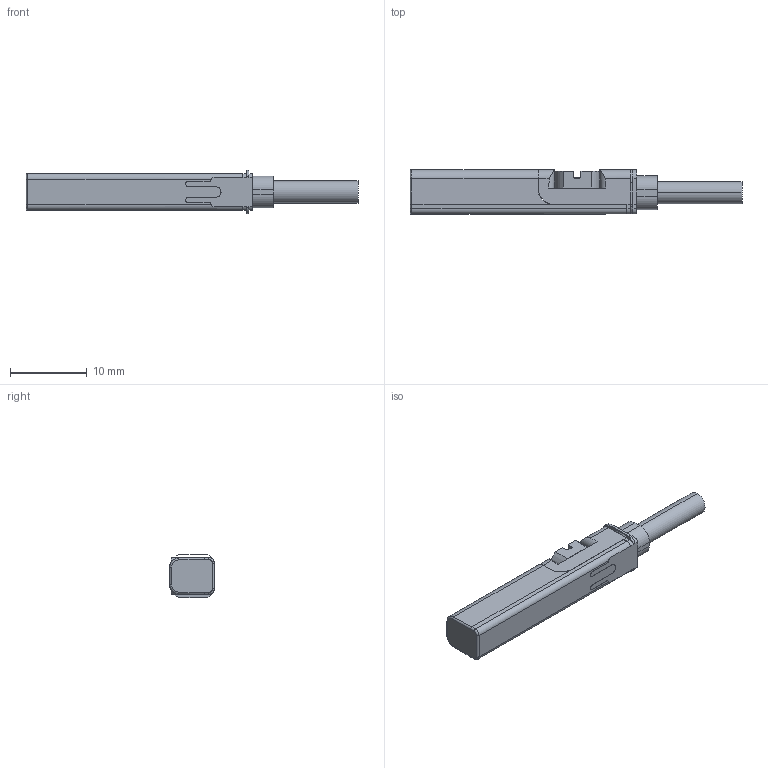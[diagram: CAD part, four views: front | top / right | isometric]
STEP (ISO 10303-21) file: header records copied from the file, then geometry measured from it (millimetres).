
FILE_DESCRIPTION(('HOOPS Exchange Step'),'2;1');
FILE_NAME('export-CA92D14D-7522-42B8-B117-54365EA58B8C.stp','2021-10-11T16:39:03+02:00',('User'),('Alibre'),'HOOPS Exchange 2020.1','Alibre','Unknown authorisation');
FILE_SCHEMA( ('AP242_MANAGED_MODEL_BASED_3D_ENGINEERING_MIM_LF {1 0 10303 442 1 1 4 }') );
Length unit declared in the file: millimetre
Products named in the file (1): 5707 W095414  Reed T7 Magnetic cilinder sensor
Bounding box: 43.2 x 5.8 x 5.7 mm (x, y, z)
Volume: 876.8 mm3; surface area: 979.4 mm2
Topology: 1 solids, 1 shells, 133 faces, 356 edges, 228 vertices
Faces by surface type: plane 76, cylinder 51, torus 6
Entity records: 4305 total; most frequent: CARTESIAN_POINT 797, DIRECTION 742, ORIENTED_EDGE 712, EDGE_CURVE 356, AXIS2_PLACEMENT_3D 257, VERTEX_POINT 228, VECTOR 228, LINE 228
